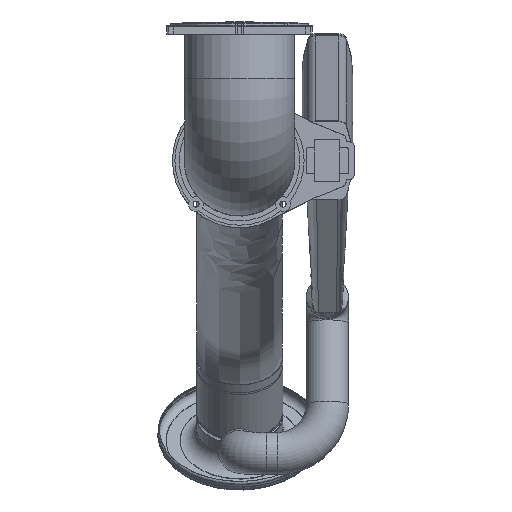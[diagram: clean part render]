
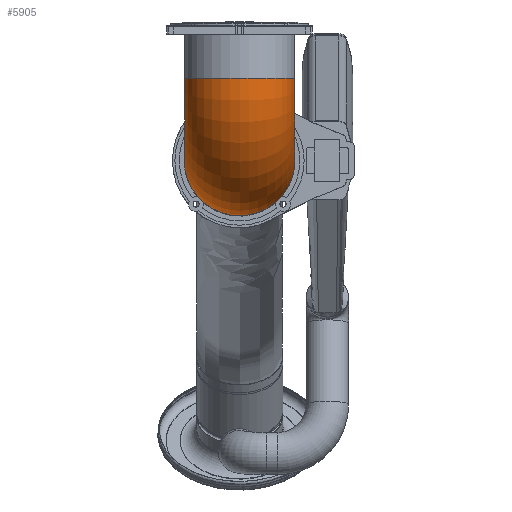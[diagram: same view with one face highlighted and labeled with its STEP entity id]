
A CAD part, front view. The second image highlights one B-rep face of the part: STEP entity #5905.
In plain terms, the highlighted toroidal (fillet/blend) face has major radius 150 mm and minor radius 100 mm.
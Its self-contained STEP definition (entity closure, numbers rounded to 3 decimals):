
#220=TOROIDAL_SURFACE('',#6619,150.,100.);
#420=CIRCLE('',#6618,100.);
#421=CIRCLE('',#6620,100.);
#1480=ORIENTED_EDGE('',*,*,#2818,.T.);
#1481=ORIENTED_EDGE('',*,*,#2819,.F.);
#2818=EDGE_CURVE('',#3552,#3552,#420,.F.);
#2819=EDGE_CURVE('',#3553,#3553,#421,.F.);
#3552=VERTEX_POINT('',#10295);
#3553=VERTEX_POINT('',#10298);
#4813=EDGE_LOOP('',(#1480));
#4814=EDGE_LOOP('',(#1481));
#5332=FACE_BOUND('',#4813,.T.);
#5333=FACE_BOUND('',#4814,.T.);
#5905=ADVANCED_FACE('',(#5332,#5333),#220,.T.);
#6618=AXIS2_PLACEMENT_3D('',#10294,#7900,#7901);
#6619=AXIS2_PLACEMENT_3D('',#10296,#7902,#7903);
#6620=AXIS2_PLACEMENT_3D('',#10297,#7904,#7905);
#7900=DIRECTION('',(-1.,0.,0.));
#7901=DIRECTION('',(0.,0.,-1.));
#7902=DIRECTION('',(0.,1.,0.));
#7903=DIRECTION('',(0.,0.,1.));
#7904=DIRECTION('',(0.,0.,-1.));
#7905=DIRECTION('',(1.,0.,0.));
#10294=CARTESIAN_POINT('',(-150.,0.,-230.));
#10295=CARTESIAN_POINT('',(-150.,0.,-330.));
#10296=CARTESIAN_POINT('',(-150.,0.,-80.));
#10297=CARTESIAN_POINT('',(0.,0.,-80.));
#10298=CARTESIAN_POINT('',(100.,0.,-80.));
